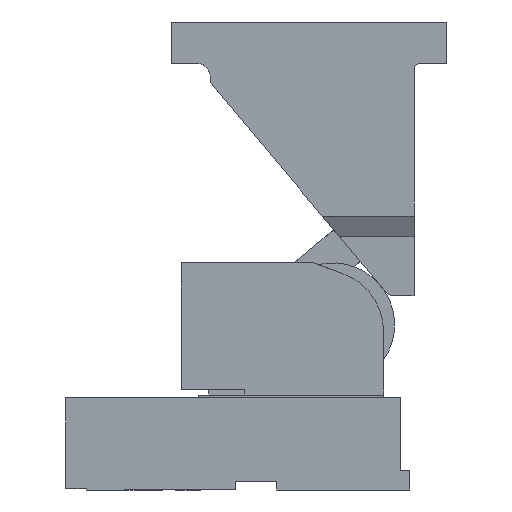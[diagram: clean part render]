
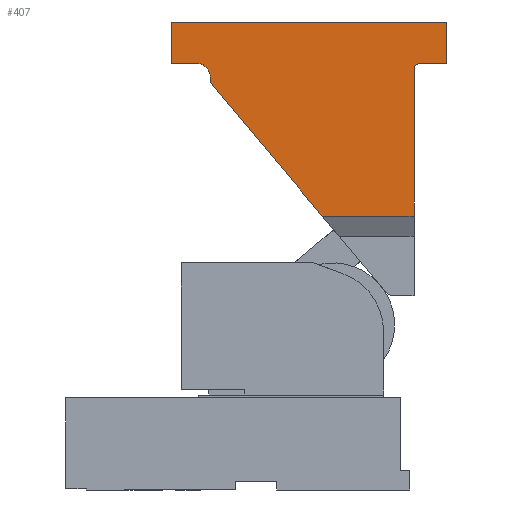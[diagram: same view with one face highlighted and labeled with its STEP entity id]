
A CAD part, front view. The second image highlights one B-rep face of the part: STEP entity #407.
In plain terms, the highlighted face is planar.
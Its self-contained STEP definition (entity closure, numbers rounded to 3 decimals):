
#154=CARTESIAN_POINT('Line Origine',(-25.5,190.75,169.)) ;
#158=CARTESIAN_POINT('Vertex',(-25.5,181.5,169.)) ;
#160=CARTESIAN_POINT('Vertex',(-25.5,200.,169.)) ;
#216=CARTESIAN_POINT('Line Origine',(-25.5,100.,199.)) ;
#220=CARTESIAN_POINT('Vertex',(-25.5,0.,199.)) ;
#222=CARTESIAN_POINT('Vertex',(-25.5,200.,199.)) ;
#309=CARTESIAN_POINT('Axis2P3D Location',(-25.5,0.,58.)) ;
#315=CARTESIAN_POINT('Control Point',(-25.5,23.5,164.)) ;
#316=CARTESIAN_POINT('Control Point',(-25.5,23.5,164.548)) ;
#317=CARTESIAN_POINT('Control Point',(-25.5,23.425,165.095)) ;
#318=CARTESIAN_POINT('Control Point',(-25.5,23.275,165.629)) ;
#319=CARTESIAN_POINT('Control Point',(-25.5,22.833,166.643)) ;
#320=CARTESIAN_POINT('Control Point',(-25.5,22.134,167.5)) ;
#321=CARTESIAN_POINT('Control Point',(-25.5,21.728,167.878)) ;
#322=CARTESIAN_POINT('Control Point',(-25.5,20.882,168.47)) ;
#323=CARTESIAN_POINT('Control Point',(-25.5,19.917,168.831)) ;
#324=CARTESIAN_POINT('Control Point',(-25.5,19.451,168.944)) ;
#325=CARTESIAN_POINT('Control Point',(-25.5,18.975,169.)) ;
#326=CARTESIAN_POINT('Control Point',(-25.5,18.5,169.)) ;
#327=CARTESIAN_POINT('Vertex',(-25.5,23.5,164.)) ;
#329=CARTESIAN_POINT('Vertex',(-25.5,18.5,169.)) ;
#332=CARTESIAN_POINT('Line Origine',(-25.5,9.25,169.)) ;
#336=CARTESIAN_POINT('Vertex',(-25.5,0.,169.)) ;
#339=CARTESIAN_POINT('Line Origine',(-25.5,0.,184.)) ;
#344=CARTESIAN_POINT('Line Origine',(-25.5,200.,184.)) ;
#350=CARTESIAN_POINT('Control Point',(-25.5,181.5,169.)) ;
#351=CARTESIAN_POINT('Control Point',(-25.5,180.57,169.)) ;
#352=CARTESIAN_POINT('Control Point',(-25.5,179.641,168.892)) ;
#353=CARTESIAN_POINT('Control Point',(-25.5,178.728,168.676)) ;
#354=CARTESIAN_POINT('Control Point',(-25.5,176.97,168.036)) ;
#355=CARTESIAN_POINT('Control Point',(-25.5,175.405,167.01)) ;
#356=CARTESIAN_POINT('Control Point',(-25.5,174.685,166.407)) ;
#357=CARTESIAN_POINT('Control Point',(-25.5,173.4,165.047)) ;
#358=CARTESIAN_POINT('Control Point',(-25.5,172.461,163.428)) ;
#359=CARTESIAN_POINT('Control Point',(-25.5,172.088,162.567)) ;
#360=CARTESIAN_POINT('Control Point',(-25.5,171.716,161.331)) ;
#361=CARTESIAN_POINT('Control Point',(-25.5,171.547,160.059)) ;
#362=CARTESIAN_POINT('Control Point',(-25.5,171.516,159.706)) ;
#363=CARTESIAN_POINT('Control Point',(-25.5,171.5,159.353)) ;
#364=CARTESIAN_POINT('Control Point',(-25.5,171.5,159.)) ;
#365=CARTESIAN_POINT('Vertex',(-25.5,171.5,159.)) ;
#368=CARTESIAN_POINT('Line Origine',(-25.5,171.5,156.964)) ;
#372=CARTESIAN_POINT('Vertex',(-25.5,171.5,154.928)) ;
#375=CARTESIAN_POINT('Line Origine',(-25.5,130.834,106.464)) ;
#379=CARTESIAN_POINT('Vertex',(-25.5,90.168,58.)) ;
#382=CARTESIAN_POINT('Line Origine',(-25.5,56.834,58.)) ;
#386=CARTESIAN_POINT('Vertex',(-25.5,23.5,58.)) ;
#389=CARTESIAN_POINT('Line Origine',(-25.5,23.5,111.)) ;
#155=DIRECTION('Vector Direction',(0.,1.,0.)) ;
#217=DIRECTION('Vector Direction',(0.,1.,0.)) ;
#310=DIRECTION('Axis2P3D Direction',(-1.,0.,0.)) ;
#311=DIRECTION('Axis2P3D XDirection',(0.,0.,1.)) ;
#333=DIRECTION('Vector Direction',(0.,1.,0.)) ;
#340=DIRECTION('Vector Direction',(0.,0.,-1.)) ;
#345=DIRECTION('Vector Direction',(0.,0.,-1.)) ;
#369=DIRECTION('Vector Direction',(0.,0.,1.)) ;
#376=DIRECTION('Vector Direction',(0.,0.643,0.766)) ;
#383=DIRECTION('Vector Direction',(0.,1.,0.)) ;
#390=DIRECTION('Vector Direction',(0.,0.,1.)) ;
#312=AXIS2_PLACEMENT_3D('Plane Axis2P3D',#309,#310,#311) ;
#395=ORIENTED_EDGE('',*,*,#331,.T.) ;
#396=ORIENTED_EDGE('',*,*,#338,.F.) ;
#397=ORIENTED_EDGE('',*,*,#343,.F.) ;
#398=ORIENTED_EDGE('',*,*,#224,.T.) ;
#399=ORIENTED_EDGE('',*,*,#348,.T.) ;
#400=ORIENTED_EDGE('',*,*,#162,.F.) ;
#401=ORIENTED_EDGE('',*,*,#367,.T.) ;
#402=ORIENTED_EDGE('',*,*,#374,.F.) ;
#403=ORIENTED_EDGE('',*,*,#381,.F.) ;
#404=ORIENTED_EDGE('',*,*,#388,.F.) ;
#405=ORIENTED_EDGE('',*,*,#393,.T.) ;
#156=VECTOR('Line Direction',#155,1.) ;
#218=VECTOR('Line Direction',#217,1.) ;
#334=VECTOR('Line Direction',#333,1.) ;
#341=VECTOR('Line Direction',#340,1.) ;
#346=VECTOR('Line Direction',#345,1.) ;
#370=VECTOR('Line Direction',#369,1.) ;
#377=VECTOR('Line Direction',#376,1.) ;
#384=VECTOR('Line Direction',#383,1.) ;
#391=VECTOR('Line Direction',#390,1.) ;
#407=ADVANCED_FACE('PartBody',(#406),#313,.T.) ;
#314=B_SPLINE_CURVE_WITH_KNOTS('',5,(#315,#316,#317,#318,#319,#320,#321,#322,#323,#324,#325,#326),.UNSPECIFIED.,.F.,.U.,(6,3,3,6),(0.,3.873,7.746,11.107),.UNSPECIFIED.) ;
#349=B_SPLINE_CURVE_WITH_KNOTS('',5,(#350,#351,#352,#353,#354,#355,#356,#357,#358,#359,#360,#361,#362,#363,#364),.UNSPECIFIED.,.F.,.U.,(6,3,3,3,6),(0.,6.573,13.145,19.718,22.213),.UNSPECIFIED.) ;
#162=EDGE_CURVE('',#159,#161,#157,.T.) ;
#224=EDGE_CURVE('',#221,#223,#219,.T.) ;
#331=EDGE_CURVE('',#328,#330,#314,.T.) ;
#338=EDGE_CURVE('',#337,#330,#335,.T.) ;
#343=EDGE_CURVE('',#221,#337,#342,.T.) ;
#348=EDGE_CURVE('',#223,#161,#347,.T.) ;
#367=EDGE_CURVE('',#159,#366,#349,.T.) ;
#374=EDGE_CURVE('',#373,#366,#371,.T.) ;
#381=EDGE_CURVE('',#380,#373,#378,.T.) ;
#388=EDGE_CURVE('',#387,#380,#385,.T.) ;
#393=EDGE_CURVE('',#387,#328,#392,.T.) ;
#394=EDGE_LOOP('',(#395,#396,#397,#398,#399,#400,#401,#402,#403,#404,#405)) ;
#406=FACE_OUTER_BOUND('',#394,.T.) ;
#157=LINE('Line',#154,#156) ;
#219=LINE('Line',#216,#218) ;
#335=LINE('Line',#332,#334) ;
#342=LINE('Line',#339,#341) ;
#347=LINE('Line',#344,#346) ;
#371=LINE('Line',#368,#370) ;
#378=LINE('Line',#375,#377) ;
#385=LINE('Line',#382,#384) ;
#392=LINE('Line',#389,#391) ;
#313=PLANE('Plane',#312) ;
#159=VERTEX_POINT('',#158) ;
#161=VERTEX_POINT('',#160) ;
#221=VERTEX_POINT('',#220) ;
#223=VERTEX_POINT('',#222) ;
#328=VERTEX_POINT('',#327) ;
#330=VERTEX_POINT('',#329) ;
#337=VERTEX_POINT('',#336) ;
#366=VERTEX_POINT('',#365) ;
#373=VERTEX_POINT('',#372) ;
#380=VERTEX_POINT('',#379) ;
#387=VERTEX_POINT('',#386) ;
